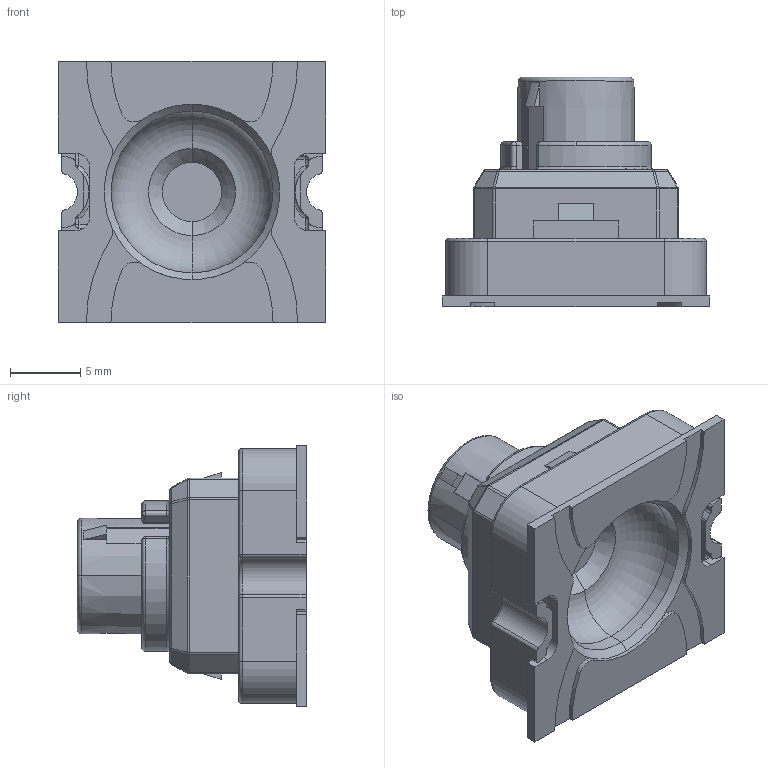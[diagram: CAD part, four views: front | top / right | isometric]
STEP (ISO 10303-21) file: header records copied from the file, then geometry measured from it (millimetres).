
FILE_DESCRIPTION (( 'STEP AP214' ), '1' );
FILE_NAME ('Topre_1U_R2_with-dome.STEP', '2024-03-10T18:59:21', ( '' ), ( '' ), 'SwSTEP 2.0', 'SolidWorks 2019', '' );
FILE_SCHEMA (( 'AUTOMOTIVE_DESIGN' ));
Length unit declared in the file: millimetre
Products named in the file (4): Topre_Dome; Topre_1U_R2_with-dome; Topre_1U_Slider; Topre_1U_R2_Housing
Assembly tree (3 placements, depth 2):
  Topre_1U_R2_with-dome
    Topre_1U_R2_Housing
    Topre_1U_Slider
    Topre_Dome
Bounding box: 19.05 x 16.35 x 18.6 mm (x, y, z)
Volume: 1370.8 mm3; surface area: 3382.5 mm2
Topology: 3 solids, 3 shells, 667 faces, 1650 edges, 944 vertices
Faces by surface type: cylinder 290, plane 173, torus 105, sphere 65, bspline 25, cone 9
Entity records: 19853 total; most frequent: CARTESIAN_POINT 4000, DIRECTION 3574, ORIENTED_EDGE 3210, EDGE_CURVE 1605, AXIS2_PLACEMENT_3D 1425, VERTEX_POINT 944, CIRCLE 777, LINE 724
